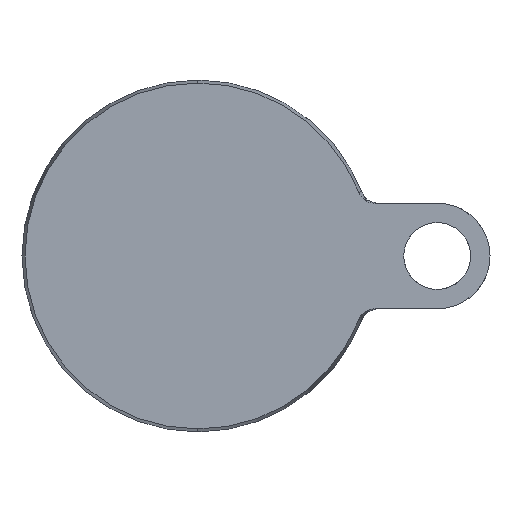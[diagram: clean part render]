
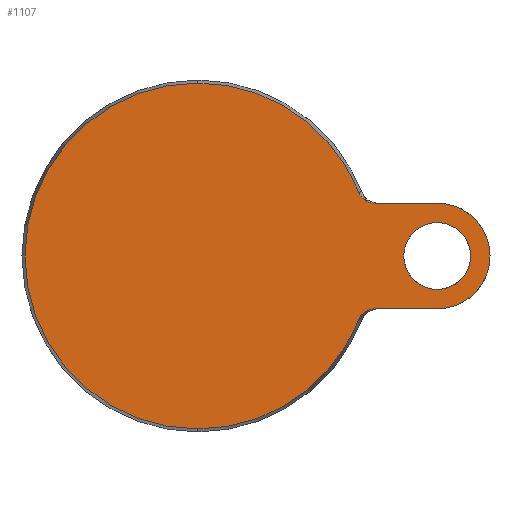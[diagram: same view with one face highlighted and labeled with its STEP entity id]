
A CAD part, front view. The second image highlights one B-rep face of the part: STEP entity #1107.
In plain terms, the highlighted planar face has unit normal (0, -1, 0).
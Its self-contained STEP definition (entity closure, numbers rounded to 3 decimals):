
#26 = CARTESIAN_POINT ( 'NONE',  ( 45.66, 0., -18.169 ) ) ;
#56 = DIRECTION ( 'NONE',  ( 0., 0., 1. ) ) ;
#67 = CARTESIAN_POINT ( 'NONE',  ( 45.848, 0., -17.699 ) ) ;
#74 = CARTESIAN_POINT ( 'NONE',  ( 45.66, 0., -18.169 ) ) ;
#84 = ORIENTED_EDGE ( 'NONE', *, *, #502, .T. ) ;
#87 = CARTESIAN_POINT ( 'NONE',  ( 48.407, 0., 15.384 ) ) ;
#108 = VERTEX_POINT ( 'NONE', #1205 ) ;
#111 = DIRECTION ( 'NONE',  ( 0., 0., -1. ) ) ;
#120 = CIRCLE ( 'NONE', #1122, 49.143 ) ;
#129 = CARTESIAN_POINT ( 'NONE',  ( 0., 0., 0. ) ) ;
#170 = EDGE_CURVE ( 'NONE', #465, #526, #1241, .T. ) ;
#178 = CARTESIAN_POINT ( 'NONE',  ( 49.86, 0., 15. ) ) ;
#186 = ORIENTED_EDGE ( 'NONE', *, *, #170, .F. ) ;
#211 = CARTESIAN_POINT ( 'NONE',  ( 46.749, 0., -16.497 ) ) ;
#249 = AXIS2_PLACEMENT_3D ( 'NONE', #1062, #827, #700 ) ;
#252 = EDGE_LOOP ( 'NONE', ( #186, #282, #84, #1268, #780, #1188, #1321, #623 ) ) ;
#259 = CARTESIAN_POINT ( 'NONE',  ( 15., 0., 15. ) ) ;
#264 = VERTEX_POINT ( 'NONE', #315 ) ;
#282 = ORIENTED_EDGE ( 'NONE', *, *, #1440, .T. ) ;
#290 = DIRECTION ( 'NONE',  ( 0., 0., 1. ) ) ;
#315 = CARTESIAN_POINT ( 'NONE',  ( 0., 0., 49.143 ) ) ;
#319 = CARTESIAN_POINT ( 'NONE',  ( 47.322, 0., 16. ) ) ;
#369 = CARTESIAN_POINT ( 'NONE',  ( 68., 0., 15. ) ) ;
#407 = AXIS2_PLACEMENT_3D ( 'NONE', #678, #422, #930 ) ;
#422 = DIRECTION ( 'NONE',  ( 0., -1., 0. ) ) ;
#431 = CARTESIAN_POINT ( 'NONE',  ( 50.366, 0., -15. ) ) ;
#434 = CARTESIAN_POINT ( 'NONE',  ( 49.366, 0., 15.074 ) ) ;
#455 = CARTESIAN_POINT ( 'NONE',  ( 45.848, 0., 17.699 ) ) ;
#457 = CARTESIAN_POINT ( 'NONE',  ( 50.113, 0., -15. ) ) ;
#462 = CARTESIAN_POINT ( 'NONE',  ( 49.862, 0., -15.019 ) ) ;
#465 = VERTEX_POINT ( 'NONE', #1161 ) ;
#468 = ORIENTED_EDGE ( 'NONE', *, *, #648, .T. ) ;
#482 = VERTEX_POINT ( 'NONE', #913 ) ;
#495 = DIRECTION ( 'NONE',  ( 0., 1., 0. ) ) ;
#502 = EDGE_CURVE ( 'NONE', #108, #264, #1585, .T. ) ;
#506 = VERTEX_POINT ( 'NONE', #26 ) ;
#526 = VERTEX_POINT ( 'NONE', #369 ) ;
#567 = CARTESIAN_POINT ( 'NONE',  ( 48.405, 0., -15.385 ) ) ;
#578 = AXIS2_PLACEMENT_3D ( 'NONE', #129, #1397, #765 ) ;
#585 = PLANE ( 'NONE',  #693 ) ;
#591 = DIRECTION ( 'NONE',  ( 0., -1., 0. ) ) ;
#608 = AXIS2_PLACEMENT_3D ( 'NONE', #1410, #872, #290 ) ;
#614 = CIRCLE ( 'NONE', #407, 49.143 ) ;
#621 = DIRECTION ( 'NONE',  ( 1., 0., 0. ) ) ;
#623 = ORIENTED_EDGE ( 'NONE', *, *, #1208, .F. ) ;
#640 = CIRCLE ( 'NONE', #249, 9.5 ) ;
#641 = VERTEX_POINT ( 'NONE', #1047 ) ;
#648 = EDGE_CURVE ( 'NONE', #1538, #641, #640, .T. ) ;
#678 = CARTESIAN_POINT ( 'NONE',  ( 0., 0., 0. ) ) ;
#693 = AXIS2_PLACEMENT_3D ( 'NONE', #1596, #1465, #56 ) ;
#696 = CARTESIAN_POINT ( 'NONE',  ( 50.366, 0., -15. ) ) ;
#700 = DIRECTION ( 'NONE',  ( 0., 0., 1. ) ) ;
#705 = VERTEX_POINT ( 'NONE', #431 ) ;
#708 = CARTESIAN_POINT ( 'NONE',  ( 47.118, 0., -16.16 ) ) ;
#747 = AXIS2_PLACEMENT_3D ( 'NONE', #997, #495, #111 ) ;
#765 = DIRECTION ( 'NONE',  ( 0., 0., -1. ) ) ;
#780 = ORIENTED_EDGE ( 'NONE', *, *, #1581, .T. ) ;
#824 = B_SPLINE_CURVE_WITH_KNOTS ( 'NONE', 3,
 ( #1203, #178, #434, #1210, #87, #1424, #1458, #319, #1434, #1087, #1441, #1582, #455, #1569 ),
 .UNSPECIFIED., .F., .F.,
 ( 4, 2, 2, 2, 2, 2, 4 ),
 ( 0., 0.001, 0.002, 0.003, 0.004, 0.004, 0.006 ),
 .UNSPECIFIED. ) ;
#827 = DIRECTION ( 'NONE',  ( 0., 1., 0. ) ) ;
#847 = LINE ( 'NONE', #984, #880 ) ;
#872 = DIRECTION ( 'NONE',  ( 0., 1., 0. ) ) ;
#880 = VECTOR ( 'NONE', #1628, 1000. ) ;
#913 = CARTESIAN_POINT ( 'NONE',  ( 0., 0., -49.143 ) ) ;
#914 = EDGE_CURVE ( 'NONE', #641, #1538, #1327, .T. ) ;
#930 = DIRECTION ( 'NONE',  ( 0., 0., -1. ) ) ;
#977 = CARTESIAN_POINT ( 'NONE',  ( 49.363, 0., -15.093 ) ) ;
#984 = CARTESIAN_POINT ( 'NONE',  ( 15., 0., -15. ) ) ;
#997 = CARTESIAN_POINT ( 'NONE',  ( 68., 0., 0. ) ) ;
#1047 = CARTESIAN_POINT ( 'NONE',  ( 68., 0., -9.5 ) ) ;
#1052 = EDGE_CURVE ( 'NONE', #506, #705, #1607, .T. ) ;
#1061 = VERTEX_POINT ( 'NONE', #1333 ) ;
#1062 = CARTESIAN_POINT ( 'NONE',  ( 68., 0., 0. ) ) ;
#1075 = FACE_OUTER_BOUND ( 'NONE', #252, .T. ) ;
#1081 = CARTESIAN_POINT ( 'NONE',  ( 48.637, 0., -15.295 ) ) ;
#1087 = CARTESIAN_POINT ( 'NONE',  ( 46.751, 0., 16.495 ) ) ;
#1107 = ADVANCED_FACE ( 'NONE', ( #1075, #1570 ), #585, .F. ) ;
#1122 = AXIS2_PLACEMENT_3D ( 'NONE', #1620, #591, #1608 ) ;
#1154 = ORIENTED_EDGE ( 'NONE', *, *, #914, .T. ) ;
#1161 = CARTESIAN_POINT ( 'NONE',  ( 50.366, 0., 15. ) ) ;
#1188 = ORIENTED_EDGE ( 'NONE', *, *, #1052, .T. ) ;
#1203 = CARTESIAN_POINT ( 'NONE',  ( 50.366, 0., 15. ) ) ;
#1204 = CARTESIAN_POINT ( 'NONE',  ( 46.575, 0., -16.681 ) ) ;
#1205 = CARTESIAN_POINT ( 'NONE',  ( 45.66, 0., 18.169 ) ) ;
#1208 = EDGE_CURVE ( 'NONE', #526, #1061, #1454, .T. ) ;
#1210 = CARTESIAN_POINT ( 'NONE',  ( 48.644, 0., 15.292 ) ) ;
#1211 = CARTESIAN_POINT ( 'NONE',  ( 47.952, 0., -15.6 ) ) ;
#1226 = CARTESIAN_POINT ( 'NONE',  ( 68., 0., 9.5 ) ) ;
#1241 = LINE ( 'NONE', #259, #1449 ) ;
#1268 = ORIENTED_EDGE ( 'NONE', *, *, #1514, .T. ) ;
#1291 = EDGE_LOOP ( 'NONE', ( #1154, #468 ) ) ;
#1292 = EDGE_CURVE ( 'NONE', #1061, #705, #847, .T. ) ;
#1321 = ORIENTED_EDGE ( 'NONE', *, *, #1292, .F. ) ;
#1325 = CARTESIAN_POINT ( 'NONE',  ( 47.314, 0., -16.005 ) ) ;
#1327 = CIRCLE ( 'NONE', #608, 9.5 ) ;
#1333 = CARTESIAN_POINT ( 'NONE',  ( 68., 0., -15. ) ) ;
#1341 = CARTESIAN_POINT ( 'NONE',  ( 46.1, 0., -17.269 ) ) ;
#1397 = DIRECTION ( 'NONE',  ( 0., -1., 0. ) ) ;
#1410 = CARTESIAN_POINT ( 'NONE',  ( 68., 0., 0. ) ) ;
#1424 = CARTESIAN_POINT ( 'NONE',  ( 47.955, 0., 15.598 ) ) ;
#1434 = CARTESIAN_POINT ( 'NONE',  ( 47.122, 0., 16.157 ) ) ;
#1440 = EDGE_CURVE ( 'NONE', #465, #108, #824, .T. ) ;
#1441 = CARTESIAN_POINT ( 'NONE',  ( 46.58, 0., 16.677 ) ) ;
#1449 = VECTOR ( 'NONE', #621, 1000. ) ;
#1450 = CARTESIAN_POINT ( 'NONE',  ( 49.116, 0., -15.149 ) ) ;
#1454 = CIRCLE ( 'NONE', #747, 15. ) ;
#1458 = CARTESIAN_POINT ( 'NONE',  ( 47.738, 0., 15.721 ) ) ;
#1465 = DIRECTION ( 'NONE',  ( 0., 1., 0. ) ) ;
#1514 = EDGE_CURVE ( 'NONE', #264, #482, #614, .T. ) ;
#1538 = VERTEX_POINT ( 'NONE', #1226 ) ;
#1563 = CARTESIAN_POINT ( 'NONE',  ( 47.73, 0., -15.726 ) ) ;
#1569 = CARTESIAN_POINT ( 'NONE',  ( 45.66, 0., 18.169 ) ) ;
#1570 = FACE_BOUND ( 'NONE', #1291, .T. ) ;
#1581 = EDGE_CURVE ( 'NONE', #482, #506, #120, .T. ) ;
#1582 = CARTESIAN_POINT ( 'NONE',  ( 46.108, 0., 17.258 ) ) ;
#1585 = CIRCLE ( 'NONE', #578, 49.143 ) ;
#1596 = CARTESIAN_POINT ( 'NONE',  ( -49.143, 0., 0. ) ) ;
#1607 = B_SPLINE_CURVE_WITH_KNOTS ( 'NONE', 3,
 ( #74, #67, #1341, #1204, #211, #708, #1325, #1563, #1211, #567, #1081, #1450, #977, #462, #457, #696 ),
 .UNSPECIFIED., .F., .F.,
 ( 4, 2, 2, 2, 2, 2, 2, 4 ),
 ( 0., 0.001, 0.002, 0.003, 0.004, 0.004, 0.005, 0.006 ),
 .UNSPECIFIED. ) ;
#1608 = DIRECTION ( 'NONE',  ( 0., 0., -1. ) ) ;
#1620 = CARTESIAN_POINT ( 'NONE',  ( 0., 0., 0. ) ) ;
#1628 = DIRECTION ( 'NONE',  ( -1., 0., 0. ) ) ;
